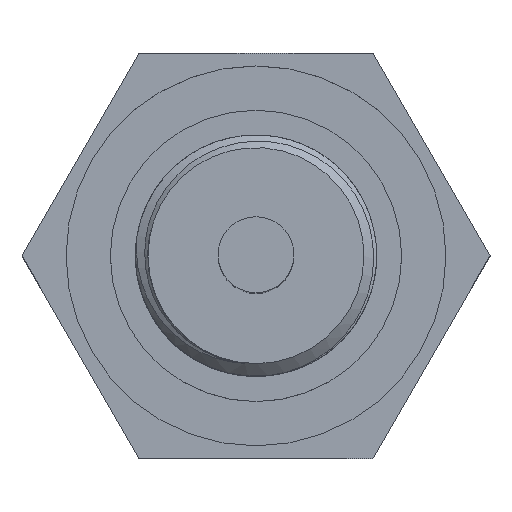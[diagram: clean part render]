
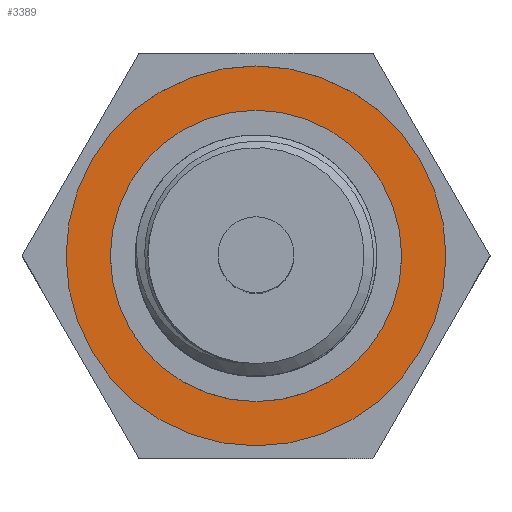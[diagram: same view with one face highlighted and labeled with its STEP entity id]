
A CAD part, top view. The second image highlights one B-rep face of the part: STEP entity #3389.
In plain terms, the highlighted planar face has unit normal (0, 0, 1).
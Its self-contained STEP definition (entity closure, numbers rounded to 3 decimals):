
#583=PLANE($,#3611);
#714=FACE_BOUND($,#1051,.T.);
#715=FACE_BOUND($,#1052,.T.);
#768=CIRCLE($,#3606,11.5);
#770=CIRCLE($,#3609,15.);
#1051=EDGE_LOOP($,(#2392));
#1052=EDGE_LOOP($,(#2393));
#1479=VERTEX_POINT($,#6284);
#1481=VERTEX_POINT($,#6289);
#1838=EDGE_CURVE($,#1479,#1479,#768,.T.);
#1840=EDGE_CURVE($,#1481,#1481,#770,.T.);
#2392=ORIENTED_EDGE($,*,*,#1838,.F.);
#2393=ORIENTED_EDGE($,*,*,#1840,.T.);
#3389=ADVANCED_FACE($,(#714,#715),#583,.F.);
#3606=AXIS2_PLACEMENT_3D($,#6285,#3829,#3830);
#3609=AXIS2_PLACEMENT_3D($,#6290,#3835,#3836);
#3611=AXIS2_PLACEMENT_3D($,#6293,#3839,#3840);
#3829=DIRECTION('center_axis',(0.,0.,1.));
#3830=DIRECTION('ref_axis',(-1.,0.,0.));
#3835=DIRECTION('center_axis',(0.,0.,1.));
#3836=DIRECTION('ref_axis',(-1.,0.,0.));
#3839=DIRECTION('center_axis',(0.,0.,-1.));
#3840=DIRECTION('ref_axis',(-1.,0.,0.));
#6284=CARTESIAN_POINT('',(11.5,0.,7.18));
#6285=CARTESIAN_POINT('Origin',(0.,0.,7.18));
#6289=CARTESIAN_POINT('',(15.,0.,7.18));
#6290=CARTESIAN_POINT('Origin',(0.,0.,7.18));
#6293=CARTESIAN_POINT('Origin',(0.,0.,7.18));
